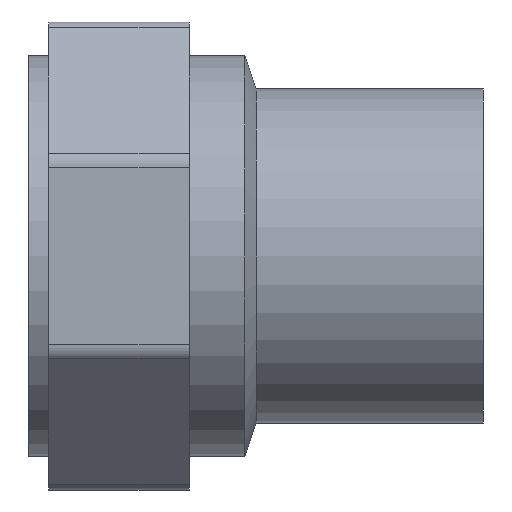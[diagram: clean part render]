
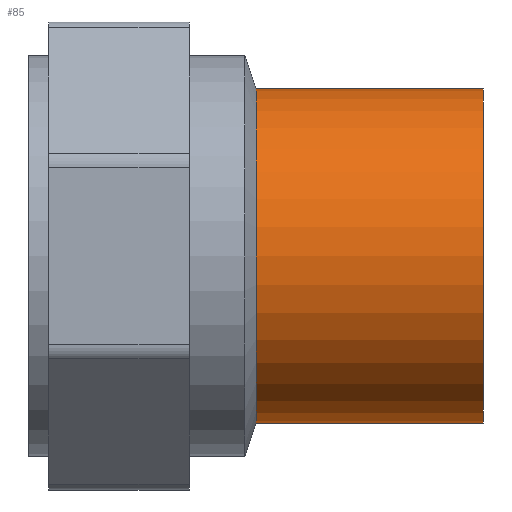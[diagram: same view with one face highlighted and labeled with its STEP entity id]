
A CAD part, front view. The second image highlights one B-rep face of the part: STEP entity #85.
In plain terms, the highlighted cylindrical face has radius 25 mm (diameter 50 mm), a full revolution.
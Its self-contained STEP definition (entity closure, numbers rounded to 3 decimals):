
#85 = ADVANCED_FACE( '', ( #132, #133 ), #134, .T. );
#132 = FACE_OUTER_BOUND( '', #206, .T. );
#133 = FACE_OUTER_BOUND( '', #207, .T. );
#134 = CYLINDRICAL_SURFACE( '', #208, 25. );
#206 = EDGE_LOOP( '', ( #342 ) );
#207 = EDGE_LOOP( '', ( #343 ) );
#208 = AXIS2_PLACEMENT_3D( '', #344, #345, #346 );
#342 = ORIENTED_EDGE( '', *, *, #509, .T. );
#343 = ORIENTED_EDGE( '', *, *, #510, .F. );
#344 = CARTESIAN_POINT( '', ( 0., 0., 0. ) );
#345 = DIRECTION( '', ( -1., 0., 0. ) );
#346 = DIRECTION( '', ( 0., 0., -1. ) );
#509 = EDGE_CURVE( '', #607, #607, #608, .T. );
#510 = EDGE_CURVE( '', #609, #609, #610, .T. );
#607 = VERTEX_POINT( '', #735 );
#608 = CIRCLE( '', #736, 25. );
#609 = VERTEX_POINT( '', #737 );
#610 = CIRCLE( '', #738, 25. );
#735 = CARTESIAN_POINT( '', ( -34., 0., -25. ) );
#736 = AXIS2_PLACEMENT_3D( '', #856, #857, #858 );
#737 = CARTESIAN_POINT( '', ( 0., 0., -25. ) );
#738 = AXIS2_PLACEMENT_3D( '', #859, #860, #861 );
#856 = CARTESIAN_POINT( '', ( -34., 0., 0. ) );
#857 = DIRECTION( '', ( 1., 0., 0. ) );
#858 = DIRECTION( '', ( 0., 0., -1. ) );
#859 = CARTESIAN_POINT( '', ( 0., 0., 0. ) );
#860 = DIRECTION( '', ( 1., 0., 0. ) );
#861 = DIRECTION( '', ( 0., 0., -1. ) );
